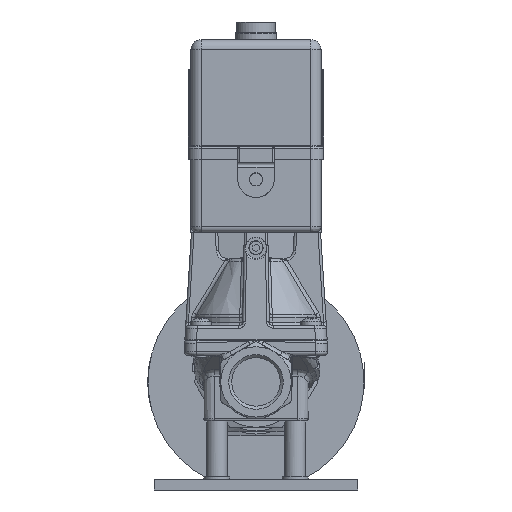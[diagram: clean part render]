
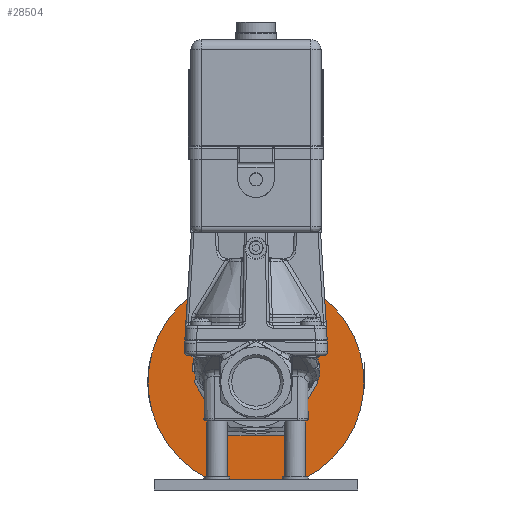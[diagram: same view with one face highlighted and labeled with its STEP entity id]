
A CAD part, left-side view. The second image highlights one B-rep face of the part: STEP entity #28504.
In plain terms, the highlighted planar face has unit normal (-1, 0, 0).
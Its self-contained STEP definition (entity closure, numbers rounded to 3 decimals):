
#1164=FACE_BOUND('',#4823,.T.);
#1743=PLANE('',#31088);
#3060=FACE_OUTER_BOUND('',#4822,.T.);
#4822=EDGE_LOOP('',(#22856,#22857,#22858,#22859));
#4823=EDGE_LOOP('',(#22860));
#7150=CIRCLE('',#30975,19.9);
#7199=CIRCLE('',#31089,41.5);
#7200=CIRCLE('',#31090,41.5);
#7676=LINE('',#39914,#9342);
#7781=LINE('',#42666,#9447);
#9342=VECTOR('',#32197,10.);
#9447=VECTOR('',#32682,10.);
#11020=VERTEX_POINT('',#39911);
#11021=VERTEX_POINT('',#39913);
#11204=VERTEX_POINT('',#42664);
#11205=VERTEX_POINT('',#42665);
#12559=VERTEX_POINT('',#58338);
#13603=EDGE_CURVE('',#11020,#11021,#7676,.T.);
#13882=EDGE_CURVE('',#11204,#11205,#7781,.T.);
#16071=EDGE_CURVE('',#12559,#12559,#7150,.T.);
#16227=EDGE_CURVE('',#11021,#11204,#7199,.T.);
#16228=EDGE_CURVE('',#11205,#11020,#7200,.T.);
#22856=ORIENTED_EDGE('',*,*,#16227,.F.);
#22857=ORIENTED_EDGE('',*,*,#13603,.F.);
#22858=ORIENTED_EDGE('',*,*,#16228,.F.);
#22859=ORIENTED_EDGE('',*,*,#13882,.F.);
#22860=ORIENTED_EDGE('',*,*,#16071,.T.);
#28504=ADVANCED_FACE('',(#3060,#1164),#1743,.F.);
#30975=AXIS2_PLACEMENT_3D('',#58340,#36637,#36638);
#31088=AXIS2_PLACEMENT_3D('',#58742,#36933,#36934);
#31089=AXIS2_PLACEMENT_3D('',#58743,#36935,#36936);
#31090=AXIS2_PLACEMENT_3D('',#58744,#36937,#36938);
#32197=DIRECTION('',(0.,-1.,0.));
#32682=DIRECTION('',(0.,1.,0.));
#36637=DIRECTION('center_axis',(1.,0.,0.));
#36638=DIRECTION('ref_axis',(0.,-0.866,0.5));
#36933=DIRECTION('center_axis',(1.,0.,0.));
#36934=DIRECTION('ref_axis',(0.,1.,0.));
#36935=DIRECTION('center_axis',(1.,0.,0.));
#36936=DIRECTION('ref_axis',(0.,1.,0.));
#36937=DIRECTION('center_axis',(1.,0.,0.));
#36938=DIRECTION('ref_axis',(0.,1.,0.));
#39911=CARTESIAN_POINT('',(197.2,56.776,-39.115));
#39913=CARTESIAN_POINT('',(197.2,21.224,-39.115));
#39914=CARTESIAN_POINT('',(197.2,56.776,-39.115));
#42664=CARTESIAN_POINT('',(197.2,21.224,-114.115));
#42665=CARTESIAN_POINT('',(197.2,56.776,-114.115));
#42666=CARTESIAN_POINT('',(197.2,39.,-114.115));
#58338=CARTESIAN_POINT('',(197.2,56.234,-86.565));
#58340=CARTESIAN_POINT('Origin',(197.2,39.,-76.615));
#58742=CARTESIAN_POINT('Origin',(197.2,39.,-76.615));
#58743=CARTESIAN_POINT('Origin',(197.2,39.,-76.615));
#58744=CARTESIAN_POINT('Origin',(197.2,39.,-76.615));
